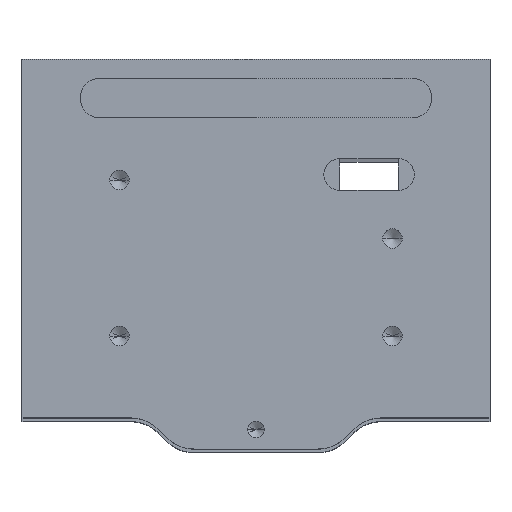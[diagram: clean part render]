
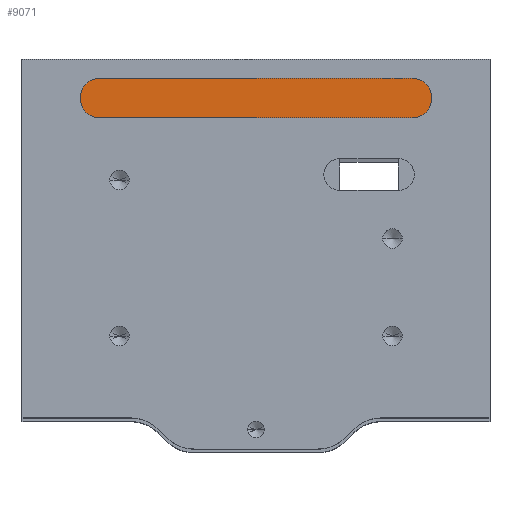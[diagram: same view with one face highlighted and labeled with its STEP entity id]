
A CAD part, top view. The second image highlights one B-rep face of the part: STEP entity #9071.
In plain terms, the highlighted planar face has unit normal (0, 0, 1).
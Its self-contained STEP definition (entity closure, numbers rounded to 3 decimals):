
#1 = DIRECTION ( 'NONE',  ( -1., 0., 0. ) ) ;
#12 = DIRECTION ( 'NONE',  ( 0., 0., 1. ) ) ;
#802 = CARTESIAN_POINT ( 'NONE',  ( 40., 36., 269.9 ) ) ;
#1245 = CARTESIAN_POINT ( 'NONE',  ( -40., 41.1, 269.9 ) ) ;
#1651 = ORIENTED_EDGE ( 'NONE', *, *, #13040, .T. ) ;
#1881 = VERTEX_POINT ( 'NONE', #8921 ) ;
#2053 = DIRECTION ( 'NONE',  ( 1., 0., 0. ) ) ;
#2557 = DIRECTION ( 'NONE',  ( 0., 0., 1. ) ) ;
#3007 = CARTESIAN_POINT ( 'NONE',  ( 40., 30.9, 269.9 ) ) ;
#3015 = AXIS2_PLACEMENT_3D ( 'NONE', #7575, #12, #8857 ) ;
#3641 = CARTESIAN_POINT ( 'NONE',  ( -40., 41.1, 269.9 ) ) ;
#3744 = FACE_OUTER_BOUND ( 'NONE', #8913, .T. ) ;
#3790 = ORIENTED_EDGE ( 'NONE', *, *, #4592, .T. ) ;
#3809 = PLANE ( 'NONE',  #10847 ) ;
#3854 = VERTEX_POINT ( 'NONE', #16321 ) ;
#4175 = ORIENTED_EDGE ( 'NONE', *, *, #5622, .T. ) ;
#4443 = CIRCLE ( 'NONE', #9953, 5.1 ) ;
#4592 = EDGE_CURVE ( 'NONE', #7986, #8401, #13215, .T. ) ;
#5079 = DIRECTION ( 'NONE',  ( 0., 0., 1. ) ) ;
#5225 = VERTEX_POINT ( 'NONE', #3007 ) ;
#5622 = EDGE_CURVE ( 'NONE', #8401, #3854, #4443, .T. ) ;
#5913 = ORIENTED_EDGE ( 'NONE', *, *, #10744, .T. ) ;
#6453 = VECTOR ( 'NONE', #1, 1000. ) ;
#6814 = EDGE_CURVE ( 'NONE', #5225, #1881, #6942, .T. ) ;
#6942 = CIRCLE ( 'NONE', #11980, 5.1 ) ;
#7479 = CARTESIAN_POINT ( 'NONE',  ( -40., 30.9, 269.9 ) ) ;
#7568 = CARTESIAN_POINT ( 'NONE',  ( -40., 36., 269.9 ) ) ;
#7575 = CARTESIAN_POINT ( 'NONE',  ( 40., 36., 269.9 ) ) ;
#7986 = VERTEX_POINT ( 'NONE', #11120 ) ;
#8401 = VERTEX_POINT ( 'NONE', #3641 ) ;
#8755 = DIRECTION ( 'NONE',  ( 1., 0., 0. ) ) ;
#8857 = DIRECTION ( 'NONE',  ( 1., 0., 0. ) ) ;
#8913 = EDGE_LOOP ( 'NONE', ( #4175, #5913, #15166, #1651, #3790 ) ) ;
#8921 = CARTESIAN_POINT ( 'NONE',  ( 45.1, 36., 269.9 ) ) ;
#9071 = ADVANCED_FACE ( 'NONE', ( #3744 ), #3809, .T. ) ;
#9675 = DIRECTION ( 'NONE',  ( 0., 0., 1. ) ) ;
#9953 = AXIS2_PLACEMENT_3D ( 'NONE', #10168, #2557, #11422 ) ;
#10168 = CARTESIAN_POINT ( 'NONE',  ( -40., 36., 269.9 ) ) ;
#10744 = EDGE_CURVE ( 'NONE', #3854, #5225, #12825, .T. ) ;
#10847 = AXIS2_PLACEMENT_3D ( 'NONE', #7568, #5079, #13958 ) ;
#11120 = CARTESIAN_POINT ( 'NONE',  ( 40., 41.1, 269.9 ) ) ;
#11422 = DIRECTION ( 'NONE',  ( 1., 0., 0. ) ) ;
#11980 = AXIS2_PLACEMENT_3D ( 'NONE', #802, #9675, #2053 ) ;
#12825 = LINE ( 'NONE', #7479, #15794 ) ;
#13040 = EDGE_CURVE ( 'NONE', #1881, #7986, #14025, .T. ) ;
#13215 = LINE ( 'NONE', #1245, #6453 ) ;
#13958 = DIRECTION ( 'NONE',  ( 1., 0., 0. ) ) ;
#14025 = CIRCLE ( 'NONE', #3015, 5.1 ) ;
#15166 = ORIENTED_EDGE ( 'NONE', *, *, #6814, .T. ) ;
#15794 = VECTOR ( 'NONE', #8755, 1000. ) ;
#16321 = CARTESIAN_POINT ( 'NONE',  ( -40., 30.9, 269.9 ) ) ;
